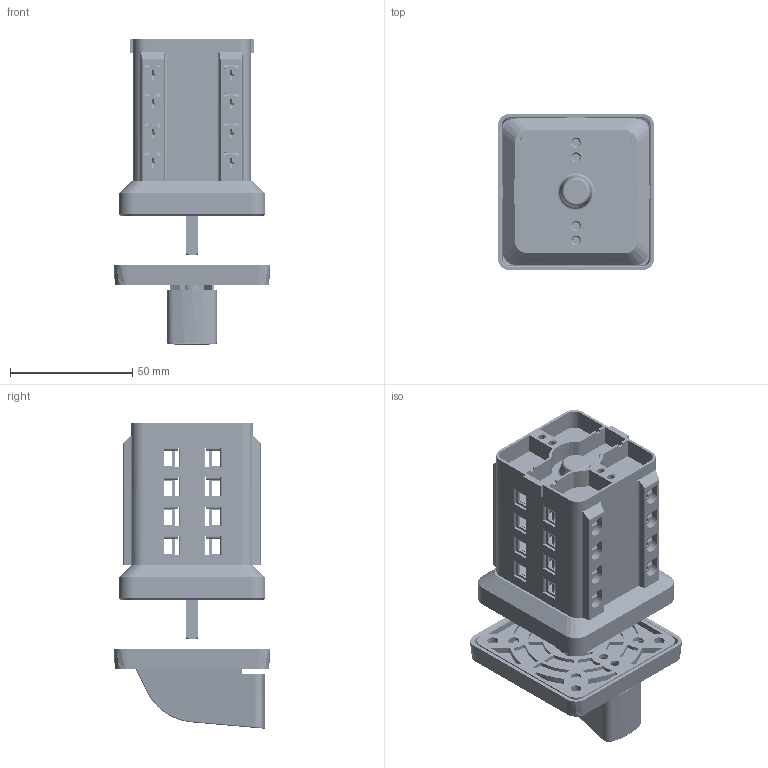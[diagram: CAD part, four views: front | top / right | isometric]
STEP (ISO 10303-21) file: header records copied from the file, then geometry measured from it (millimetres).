
FILE_DESCRIPTION(/* description */ ('Unknown'),/* implementation_level */ '2;1');
FILE_NAME(/* name */ '315.036',/* time_stamp */ '2025-11-20T11:58:19-03:00',/* author */ ('Unknown'),/* organization */ ('Unknown'),/* preprocessor_version */ 'ST-DEVELOPER v16.7',/* originating_system */ 'Solid Edge',/* authorisation */ 'Unknown');
FILE_SCHEMA (('AUTOMOTIVE_DESIGN {1 0 10303 214 3 1 1}'));
Products named in the file (1): 315.036
Bounding box: 64 x 64 x 124.78 mm (x, y, z)
Volume: 102393.1 mm3; surface area: 113595 mm2
Topology: 2 solids, 8 shells, 4277 faces, 11907 edges, 7360 vertices
Faces by surface type: plane 3182, cylinder 873, bspline 121, cone 63, torus 38
Full cylindrical faces by diameter (mm): 2.3 x2, 3 x8, 3.2 x2, 3.242 x2, 3.7 x4, 3.9 x16, 4.2 x10, 4.5 x12, 5 x96, 7.5 x16, 8.2 x5, 8.5 x1, 8.9 x2, 9 x4, 11 x1, 12 x1, 22.5 x1, 26.2 x1, 47 x1
Entity records: 162331 total; most frequent: CARTESIAN_POINT 57201, ORIENTED_EDGE 22630, DIRECTION 20753, EDGE_CURVE 11315, LINE 8659, VECTOR 8659, VERTEX_POINT 7018, AXIS2_PLACEMENT_3D 6047
